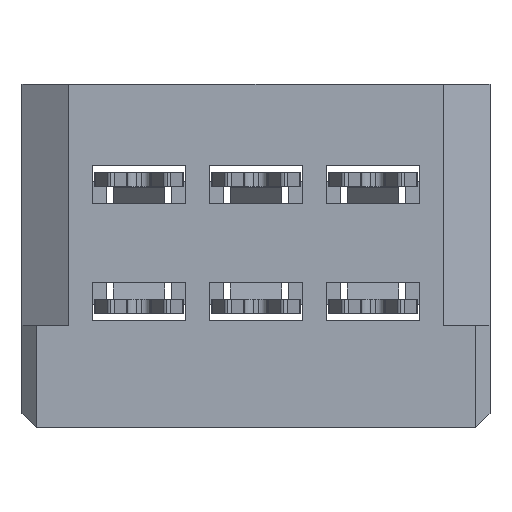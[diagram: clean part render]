
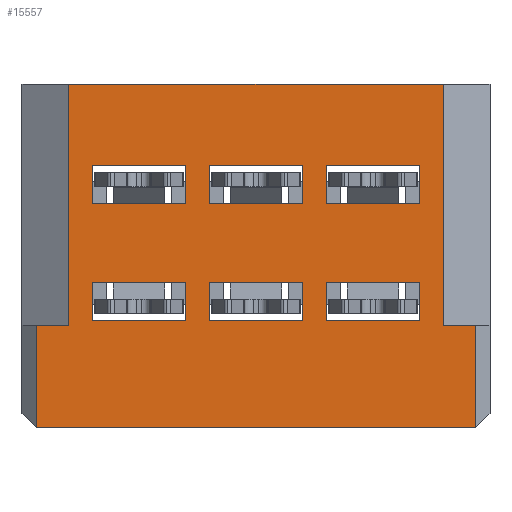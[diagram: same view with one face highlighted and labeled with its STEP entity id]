
A CAD part, front view. The second image highlights one B-rep face of the part: STEP entity #15557.
In plain terms, the highlighted face is planar.
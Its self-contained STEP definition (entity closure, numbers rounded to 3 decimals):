
#986=ORIENTED_EDGE('',*,*,#4401,.T.);
#987=ORIENTED_EDGE('',*,*,#4362,.T.);
#988=ORIENTED_EDGE('',*,*,#4402,.F.);
#989=ORIENTED_EDGE('',*,*,#4403,.T.);
#990=ORIENTED_EDGE('',*,*,#4404,.T.);
#991=ORIENTED_EDGE('',*,*,#4405,.F.);
#992=ORIENTED_EDGE('',*,*,#4406,.T.);
#993=ORIENTED_EDGE('',*,*,#4355,.T.);
#994=ORIENTED_EDGE('',*,*,#4407,.F.);
#995=ORIENTED_EDGE('',*,*,#4408,.F.);
#996=ORIENTED_EDGE('',*,*,#4409,.F.);
#997=ORIENTED_EDGE('',*,*,#4410,.F.);
#998=ORIENTED_EDGE('',*,*,#4411,.F.);
#999=ORIENTED_EDGE('',*,*,#4412,.F.);
#1000=ORIENTED_EDGE('',*,*,#4413,.F.);
#1001=ORIENTED_EDGE('',*,*,#4414,.F.);
#1002=ORIENTED_EDGE('',*,*,#4415,.F.);
#1003=ORIENTED_EDGE('',*,*,#4416,.T.);
#1004=ORIENTED_EDGE('',*,*,#4417,.F.);
#1005=ORIENTED_EDGE('',*,*,#4418,.F.);
#1006=ORIENTED_EDGE('',*,*,#4419,.F.);
#1007=ORIENTED_EDGE('',*,*,#4420,.F.);
#1008=ORIENTED_EDGE('',*,*,#4421,.F.);
#1009=ORIENTED_EDGE('',*,*,#4422,.T.);
#1010=ORIENTED_EDGE('',*,*,#4423,.F.);
#1011=ORIENTED_EDGE('',*,*,#4424,.T.);
#1012=ORIENTED_EDGE('',*,*,#4425,.F.);
#1013=ORIENTED_EDGE('',*,*,#4426,.F.);
#1014=ORIENTED_EDGE('',*,*,#4427,.F.);
#1015=ORIENTED_EDGE('',*,*,#4428,.F.);
#1016=ORIENTED_EDGE('',*,*,#4429,.F.);
#1017=ORIENTED_EDGE('',*,*,#4430,.T.);
#4355=EDGE_CURVE('',#6059,#6061,#7216,.T.);
#4362=EDGE_CURVE('',#6064,#6067,#7223,.T.);
#4401=EDGE_CURVE('',#6061,#6064,#7259,.T.);
#4402=EDGE_CURVE('',#6093,#6067,#7260,.T.);
#4403=EDGE_CURVE('',#6093,#6094,#7261,.T.);
#4404=EDGE_CURVE('',#6094,#6095,#7262,.T.);
#4405=EDGE_CURVE('',#6096,#6095,#7263,.T.);
#4406=EDGE_CURVE('',#6096,#6059,#7264,.T.);
#4407=EDGE_CURVE('',#6097,#6098,#7265,.T.);
#4408=EDGE_CURVE('',#6099,#6097,#7266,.T.);
#4409=EDGE_CURVE('',#6100,#6099,#7267,.T.);
#4410=EDGE_CURVE('',#6098,#6100,#7268,.T.);
#4411=EDGE_CURVE('',#6101,#6102,#7269,.T.);
#4412=EDGE_CURVE('',#6103,#6101,#7270,.T.);
#4413=EDGE_CURVE('',#6104,#6103,#7271,.T.);
#4414=EDGE_CURVE('',#6102,#6104,#7272,.T.);
#4415=EDGE_CURVE('',#6105,#6106,#7273,.T.);
#4416=EDGE_CURVE('',#6105,#6107,#7274,.T.);
#4417=EDGE_CURVE('',#6108,#6107,#7275,.T.);
#4418=EDGE_CURVE('',#6106,#6108,#7276,.T.);
#4419=EDGE_CURVE('',#6109,#6110,#7277,.T.);
#4420=EDGE_CURVE('',#6111,#6109,#7278,.T.);
#4421=EDGE_CURVE('',#6112,#6111,#7279,.T.);
#4422=EDGE_CURVE('',#6112,#6110,#7280,.T.);
#4423=EDGE_CURVE('',#6113,#6114,#7281,.T.);
#4424=EDGE_CURVE('',#6113,#6115,#7282,.T.);
#4425=EDGE_CURVE('',#6116,#6115,#7283,.T.);
#4426=EDGE_CURVE('',#6114,#6116,#7284,.T.);
#4427=EDGE_CURVE('',#6117,#6118,#7285,.T.);
#4428=EDGE_CURVE('',#6119,#6117,#7286,.T.);
#4429=EDGE_CURVE('',#6120,#6119,#7287,.T.);
#4430=EDGE_CURVE('',#6120,#6118,#7288,.T.);
#6059=VERTEX_POINT('',#20953);
#6061=VERTEX_POINT('',#20957);
#6064=VERTEX_POINT('',#20967);
#6067=VERTEX_POINT('',#20972);
#6093=VERTEX_POINT('',#21049);
#6094=VERTEX_POINT('',#21051);
#6095=VERTEX_POINT('',#21053);
#6096=VERTEX_POINT('',#21055);
#6097=VERTEX_POINT('',#21058);
#6098=VERTEX_POINT('',#21059);
#6099=VERTEX_POINT('',#21061);
#6100=VERTEX_POINT('',#21063);
#6101=VERTEX_POINT('',#21066);
#6102=VERTEX_POINT('',#21067);
#6103=VERTEX_POINT('',#21069);
#6104=VERTEX_POINT('',#21071);
#6105=VERTEX_POINT('',#21074);
#6106=VERTEX_POINT('',#21075);
#6107=VERTEX_POINT('',#21077);
#6108=VERTEX_POINT('',#21079);
#6109=VERTEX_POINT('',#21082);
#6110=VERTEX_POINT('',#21083);
#6111=VERTEX_POINT('',#21085);
#6112=VERTEX_POINT('',#21087);
#6113=VERTEX_POINT('',#21090);
#6114=VERTEX_POINT('',#21091);
#6115=VERTEX_POINT('',#21093);
#6116=VERTEX_POINT('',#21095);
#6117=VERTEX_POINT('',#21098);
#6118=VERTEX_POINT('',#21099);
#6119=VERTEX_POINT('',#21101);
#6120=VERTEX_POINT('',#21103);
#7216=LINE('',#20958,#8555);
#7223=LINE('',#20973,#8562);
#7259=LINE('',#21047,#8598);
#7260=LINE('',#21048,#8599);
#7261=LINE('',#21050,#8600);
#7262=LINE('',#21052,#8601);
#7263=LINE('',#21054,#8602);
#7264=LINE('',#21056,#8603);
#7265=LINE('',#21057,#8604);
#7266=LINE('',#21060,#8605);
#7267=LINE('',#21062,#8606);
#7268=LINE('',#21064,#8607);
#7269=LINE('',#21065,#8608);
#7270=LINE('',#21068,#8609);
#7271=LINE('',#21070,#8610);
#7272=LINE('',#21072,#8611);
#7273=LINE('',#21073,#8612);
#7274=LINE('',#21076,#8613);
#7275=LINE('',#21078,#8614);
#7276=LINE('',#21080,#8615);
#7277=LINE('',#21081,#8616);
#7278=LINE('',#21084,#8617);
#7279=LINE('',#21086,#8618);
#7280=LINE('',#21088,#8619);
#7281=LINE('',#21089,#8620);
#7282=LINE('',#21092,#8621);
#7283=LINE('',#21094,#8622);
#7284=LINE('',#21096,#8623);
#7285=LINE('',#21097,#8624);
#7286=LINE('',#21100,#8625);
#7287=LINE('',#21102,#8626);
#7288=LINE('',#21104,#8627);
#8555=VECTOR('',#17485,1000.);
#8562=VECTOR('',#17496,1000.);
#8598=VECTOR('',#17558,1000.);
#8599=VECTOR('',#17559,1000.);
#8600=VECTOR('',#17560,1000.);
#8601=VECTOR('',#17561,1000.);
#8602=VECTOR('',#17562,1000.);
#8603=VECTOR('',#17563,1000.);
#8604=VECTOR('',#17564,1000.);
#8605=VECTOR('',#17565,1000.);
#8606=VECTOR('',#17566,1000.);
#8607=VECTOR('',#17567,1000.);
#8608=VECTOR('',#17568,1000.);
#8609=VECTOR('',#17569,1000.);
#8610=VECTOR('',#17570,1000.);
#8611=VECTOR('',#17571,1000.);
#8612=VECTOR('',#17572,1000.);
#8613=VECTOR('',#17573,1000.);
#8614=VECTOR('',#17574,1000.);
#8615=VECTOR('',#17575,1000.);
#8616=VECTOR('',#17576,1000.);
#8617=VECTOR('',#17577,1000.);
#8618=VECTOR('',#17578,1000.);
#8619=VECTOR('',#17579,1000.);
#8620=VECTOR('',#17580,1000.);
#8621=VECTOR('',#17581,1000.);
#8622=VECTOR('',#17582,1000.);
#8623=VECTOR('',#17583,1000.);
#8624=VECTOR('',#17584,1000.);
#8625=VECTOR('',#17585,1000.);
#8626=VECTOR('',#17586,1000.);
#8627=VECTOR('',#17587,1000.);
#9737=EDGE_LOOP('',(#986,#987,#988,#989,#990,#991,#992,#993));
#9738=EDGE_LOOP('',(#994,#995,#996,#997));
#9739=EDGE_LOOP('',(#998,#999,#1000,#1001));
#9740=EDGE_LOOP('',(#1002,#1003,#1004,#1005));
#9741=EDGE_LOOP('',(#1006,#1007,#1008,#1009));
#9742=EDGE_LOOP('',(#1010,#1011,#1012,#1013));
#9743=EDGE_LOOP('',(#1014,#1015,#1016,#1017));
#10374=FACE_BOUND('',#9737,.T.);
#10375=FACE_BOUND('',#9738,.T.);
#10376=FACE_BOUND('',#9739,.T.);
#10377=FACE_BOUND('',#9740,.T.);
#10378=FACE_BOUND('',#9741,.T.);
#10379=FACE_BOUND('',#9742,.T.);
#10380=FACE_BOUND('',#9743,.T.);
#10999=PLANE('',#16190);
#15557=ADVANCED_FACE('',(#10374,#10375,#10376,#10377,#10378,#10379,#10380),
#10999,.T.);
#16190=AXIS2_PLACEMENT_3D('',#21046,#17556,#17557);
#17485=DIRECTION('',(0.,0.,-1.));
#17496=DIRECTION('',(0.,0.,1.));
#17556=DIRECTION('',(0.,1.,0.));
#17557=DIRECTION('',(0.,0.,1.));
#17558=DIRECTION('',(-1.,0.,0.));
#17559=DIRECTION('',(-1.,0.,0.));
#17560=DIRECTION('',(0.,0.,1.));
#17561=DIRECTION('',(1.,0.,0.));
#17562=DIRECTION('',(0.,0.,1.));
#17563=DIRECTION('',(1.,0.,0.));
#17564=DIRECTION('',(1.,0.,0.));
#17565=DIRECTION('',(0.,0.,1.));
#17566=DIRECTION('',(-1.,0.,0.));
#17567=DIRECTION('',(0.,0.,-1.));
#17568=DIRECTION('',(0.,0.,1.));
#17569=DIRECTION('',(-1.,0.,0.));
#17570=DIRECTION('',(0.,0.,-1.));
#17571=DIRECTION('',(1.,0.,0.));
#17572=DIRECTION('',(1.,0.,0.));
#17573=DIRECTION('',(0.,0.,-1.));
#17574=DIRECTION('',(-1.,0.,0.));
#17575=DIRECTION('',(0.,0.,-1.));
#17576=DIRECTION('',(-1.,0.,0.));
#17577=DIRECTION('',(0.,0.,-1.));
#17578=DIRECTION('',(1.,0.,0.));
#17579=DIRECTION('',(0.,0.,-1.));
#17580=DIRECTION('',(1.,0.,0.));
#17581=DIRECTION('',(0.,0.,-1.));
#17582=DIRECTION('',(-1.,0.,0.));
#17583=DIRECTION('',(0.,0.,-1.));
#17584=DIRECTION('',(-1.,0.,0.));
#17585=DIRECTION('',(0.,0.,-1.));
#17586=DIRECTION('',(1.,0.,0.));
#17587=DIRECTION('',(0.,0.,-1.));
#20953=CARTESIAN_POINT('',(4.7,11.,-1.475));
#20957=CARTESIAN_POINT('',(4.7,11.,-3.675));
#20958=CARTESIAN_POINT('',(4.7,11.,-3.675));
#20967=CARTESIAN_POINT('',(-4.7,11.,-3.675));
#20972=CARTESIAN_POINT('',(-4.7,11.,-1.475));
#20973=CARTESIAN_POINT('',(-4.7,11.,-1.475));
#21046=CARTESIAN_POINT('',(0.,11.,0.));
#21047=CARTESIAN_POINT('',(5.,11.,-3.675));
#21048=CARTESIAN_POINT('',(-4.,11.,-1.475));
#21049=CARTESIAN_POINT('',(-4.,11.,-1.475));
#21050=CARTESIAN_POINT('',(-4.,11.,-1.475));
#21051=CARTESIAN_POINT('',(-4.,11.,3.675));
#21052=CARTESIAN_POINT('',(-5.,11.,3.675));
#21053=CARTESIAN_POINT('',(4.,11.,3.675));
#21054=CARTESIAN_POINT('',(4.,11.,-1.475));
#21055=CARTESIAN_POINT('',(4.,11.,-1.475));
#21056=CARTESIAN_POINT('',(4.,11.,-1.475));
#21057=CARTESIAN_POINT('',(-3.5,11.,-0.575));
#21058=CARTESIAN_POINT('',(-3.5,11.,-0.575));
#21059=CARTESIAN_POINT('',(-1.5,11.,-0.575));
#21060=CARTESIAN_POINT('',(-3.5,11.,-1.375));
#21061=CARTESIAN_POINT('',(-3.5,11.,-1.375));
#21062=CARTESIAN_POINT('',(-1.5,11.,-1.375));
#21063=CARTESIAN_POINT('',(-1.5,11.,-1.375));
#21064=CARTESIAN_POINT('',(-1.5,11.,-0.575));
#21065=CARTESIAN_POINT('',(-3.5,11.,1.125));
#21066=CARTESIAN_POINT('',(-3.5,11.,1.125));
#21067=CARTESIAN_POINT('',(-3.5,11.,1.925));
#21068=CARTESIAN_POINT('',(-1.5,11.,1.125));
#21069=CARTESIAN_POINT('',(-1.5,11.,1.125));
#21070=CARTESIAN_POINT('',(-1.5,11.,1.925));
#21071=CARTESIAN_POINT('',(-1.5,11.,1.925));
#21072=CARTESIAN_POINT('',(-3.5,11.,1.925));
#21073=CARTESIAN_POINT('',(0.,11.,-0.575));
#21074=CARTESIAN_POINT('',(-1.,11.,-0.575));
#21075=CARTESIAN_POINT('',(1.,11.,-0.575));
#21076=CARTESIAN_POINT('',(-1.,11.,0.));
#21077=CARTESIAN_POINT('',(-1.,11.,-1.375));
#21078=CARTESIAN_POINT('',(0.,11.,-1.375));
#21079=CARTESIAN_POINT('',(1.,11.,-1.375));
#21080=CARTESIAN_POINT('',(1.,11.,0.));
#21081=CARTESIAN_POINT('',(0.,11.,1.125));
#21082=CARTESIAN_POINT('',(1.,11.,1.125));
#21083=CARTESIAN_POINT('',(-1.,11.,1.125));
#21084=CARTESIAN_POINT('',(1.,11.,0.));
#21085=CARTESIAN_POINT('',(1.,11.,1.925));
#21086=CARTESIAN_POINT('',(0.,11.,1.925));
#21087=CARTESIAN_POINT('',(-1.,11.,1.925));
#21088=CARTESIAN_POINT('',(-1.,11.,0.));
#21089=CARTESIAN_POINT('',(0.,11.,-0.575));
#21090=CARTESIAN_POINT('',(1.5,11.,-0.575));
#21091=CARTESIAN_POINT('',(3.5,11.,-0.575));
#21092=CARTESIAN_POINT('',(1.5,11.,0.));
#21093=CARTESIAN_POINT('',(1.5,11.,-1.375));
#21094=CARTESIAN_POINT('',(0.,11.,-1.375));
#21095=CARTESIAN_POINT('',(3.5,11.,-1.375));
#21096=CARTESIAN_POINT('',(3.5,11.,0.));
#21097=CARTESIAN_POINT('',(0.,11.,1.125));
#21098=CARTESIAN_POINT('',(3.5,11.,1.125));
#21099=CARTESIAN_POINT('',(1.5,11.,1.125));
#21100=CARTESIAN_POINT('',(3.5,11.,0.));
#21101=CARTESIAN_POINT('',(3.5,11.,1.925));
#21102=CARTESIAN_POINT('',(0.,11.,1.925));
#21103=CARTESIAN_POINT('',(1.5,11.,1.925));
#21104=CARTESIAN_POINT('',(1.5,11.,0.));
